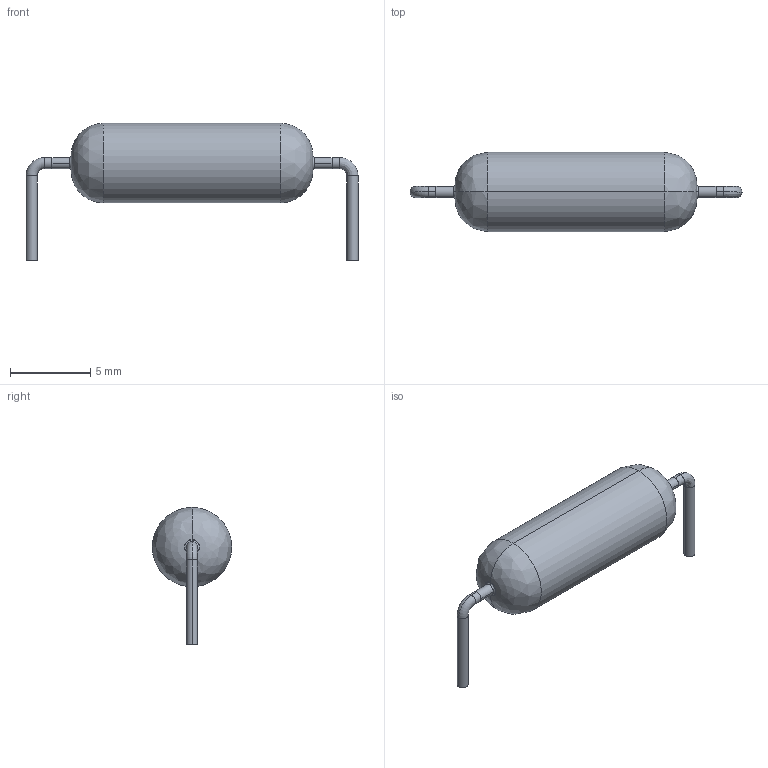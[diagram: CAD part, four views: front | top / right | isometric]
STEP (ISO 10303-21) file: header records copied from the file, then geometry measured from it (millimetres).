
FILE_DESCRIPTION((''),'2;1');
FILE_NAME('RES_VISHAY_CMF65.stp','2014-10-06T12:41:22',(''),(''),'Mechanical Desktop 2011','Mechanical Desktop 2011',', , ');
FILE_SCHEMA(('AUTOMOTIVE_DESIGN { 1 2 10303 214 1 1 1 1 }'));
Length unit declared in the file: millimetre
Products named in the file (1): Product
Bounding box: 20.69 x 4.95 x 8.55 mm (x, y, z)
Volume: 274.1 mm3; surface area: 280.8 mm2
Topology: 5 solids, 5 shells, 38 faces, 66 edges, 40 vertices
Faces by surface type: bspline 16, cylinder 10, plane 10, torus 2
Entity records: 1426 total; most frequent: CARTESIAN_POINT 659, DIRECTION 164, ORIENTED_EDGE 132, AXIS2_PLACEMENT_3D 75, EDGE_CURVE 66, CIRCLE 52, VERTEX_POINT 40, EDGE_LOOP 40
